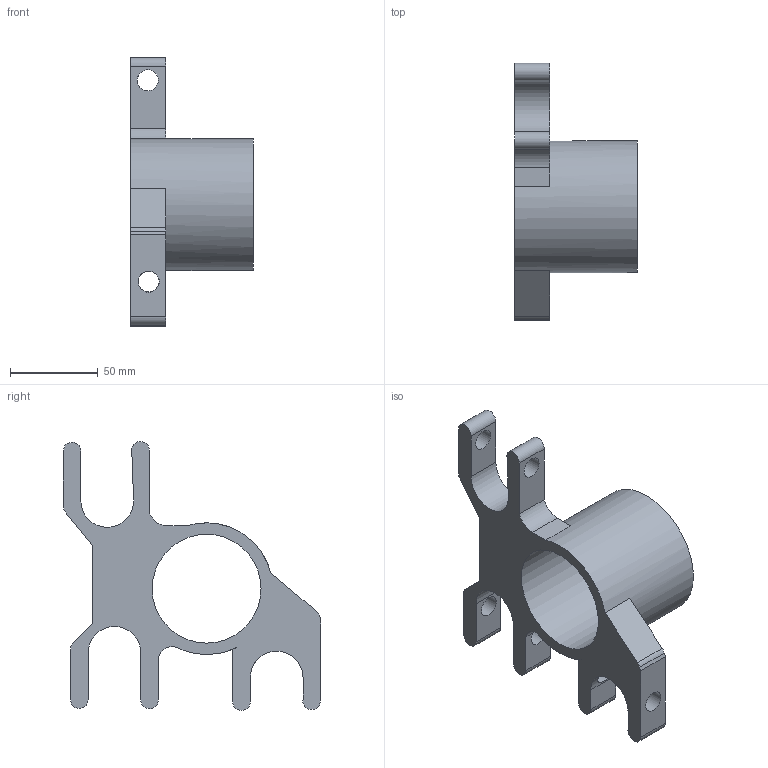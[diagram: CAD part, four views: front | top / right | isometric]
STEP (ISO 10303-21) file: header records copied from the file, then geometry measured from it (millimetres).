
FILE_DESCRIPTION(/* description */ (''),/* implementation_level */ '2;1');
FILE_NAME(/* name */ 'Knuckle-Rear.step',/* time_stamp */ '2024-07-13T00:20:47+05:30',/* author */ (''),/* organization */ (''),/* preprocessor_version */ 'ST-DEVELOPER v20',/* originating_system */ 'Autodesk Translation Framework v13.14.0.145',/* authorisation */ '');
FILE_SCHEMA (('AUTOMOTIVE_DESIGN { 1 0 10303 214 3 1 1 }'));
Length unit declared in the file: millimetre
Products named in the file (1): FusionComponent
Bounding box: 70 x 146.5 x 153.18 mm (x, y, z)
Volume: 205483.4 mm3; surface area: 57488.9 mm2
Topology: 1 solids, 1 shells, 45 faces, 132 edges, 88 vertices
Faces by surface type: plane 23, cylinder 22
Full cylindrical faces by diameter (mm): 12 x6, 62 x1, 75 x1
Entity records: 1653 total; most frequent: CARTESIAN_POINT 354, DIRECTION 266, ORIENTED_EDGE 264, EDGE_CURVE 132, AXIS2_PLACEMENT_3D 92, VERTEX_POINT 88, LINE 82, VECTOR 82
